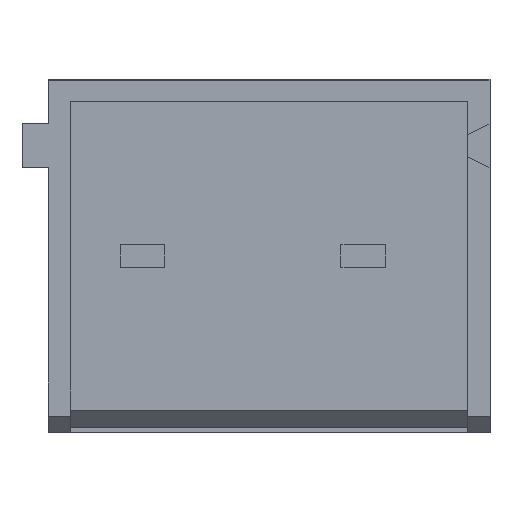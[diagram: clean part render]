
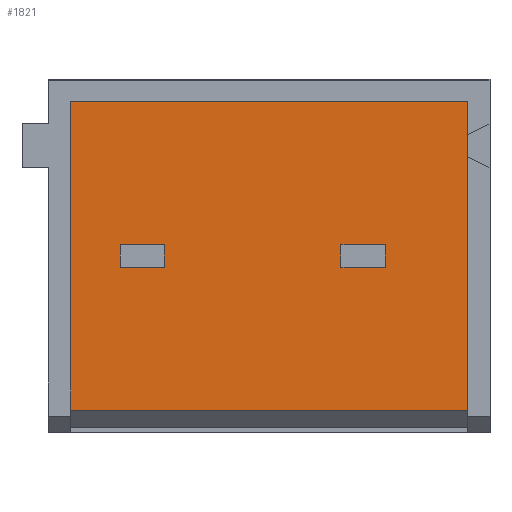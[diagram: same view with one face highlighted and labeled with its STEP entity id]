
A CAD part, front view. The second image highlights one B-rep face of the part: STEP entity #1821.
In plain terms, the highlighted planar face has unit normal (0, -1, 0).
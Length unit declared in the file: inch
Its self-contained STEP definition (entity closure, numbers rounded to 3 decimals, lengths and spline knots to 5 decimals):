
#183=DIRECTION('',(0.,0.,-1.));
#184=VECTOR('',#183,0.02);
#185=CARTESIAN_POINT('',(0.065,0.005,0.17));
#186=LINE('',#185,#184);
#187=DIRECTION('',(1.,0.,0.));
#188=VECTOR('',#187,0.04);
#189=CARTESIAN_POINT('',(0.065,0.005,0.15));
#190=LINE('',#189,#188);
#191=DIRECTION('',(0.,0.,-1.));
#192=VECTOR('',#191,0.02);
#193=CARTESIAN_POINT('',(0.105,0.005,0.17));
#194=LINE('',#193,#192);
#195=DIRECTION('',(1.,0.,0.));
#196=VECTOR('',#195,0.04);
#197=CARTESIAN_POINT('',(0.065,0.005,0.17));
#198=LINE('',#197,#196);
#199=DIRECTION('',(0.,0.,-1.));
#200=VECTOR('',#199,0.02);
#201=CARTESIAN_POINT('',(-0.135,0.005,0.17));
#202=LINE('',#201,#200);
#203=DIRECTION('',(1.,0.,0.));
#204=VECTOR('',#203,0.04);
#205=CARTESIAN_POINT('',(-0.135,0.005,0.15));
#206=LINE('',#205,#204);
#207=DIRECTION('',(0.,0.,-1.));
#208=VECTOR('',#207,0.02);
#209=CARTESIAN_POINT('',(-0.095,0.005,0.17));
#210=LINE('',#209,#208);
#211=DIRECTION('',(1.,0.,0.));
#212=VECTOR('',#211,0.04);
#213=CARTESIAN_POINT('',(-0.135,0.005,0.17));
#214=LINE('',#213,#212);
#215=DIRECTION('',(0.,0.,1.));
#216=VECTOR('',#215,0.23);
#217=CARTESIAN_POINT('',(0.18,0.005,0.02));
#218=LINE('',#217,#216);
#219=DIRECTION('',(1.,0.,0.));
#220=VECTOR('',#219,0.36);
#221=CARTESIAN_POINT('',(-0.18,0.005,0.02));
#222=LINE('',#221,#220);
#223=DIRECTION('',(0.,0.,-1.));
#224=VECTOR('',#223,0.28);
#225=CARTESIAN_POINT('',(-0.18,0.005,0.3));
#226=LINE('',#225,#224);
#227=DIRECTION('',(-1.,0.,0.));
#228=VECTOR('',#227,0.36);
#229=CARTESIAN_POINT('',(0.18,0.005,0.3));
#230=LINE('',#229,#228);
#231=DIRECTION('',(0.,0.,1.));
#232=VECTOR('',#231,0.03);
#233=CARTESIAN_POINT('',(0.18,0.005,0.27));
#234=LINE('',#233,#232);
#235=DIRECTION('',(0.,0.,-1.));
#236=VECTOR('',#235,0.02);
#237=CARTESIAN_POINT('',(0.18,0.005,0.27));
#238=LINE('',#237,#236);
#1295=CARTESIAN_POINT('',(0.18,0.005,0.3));
#1296=CARTESIAN_POINT('',(-0.18,0.005,0.3));
#1297=VERTEX_POINT('',#1295);
#1298=VERTEX_POINT('',#1296);
#1373=CARTESIAN_POINT('',(0.065,0.005,0.17));
#1374=CARTESIAN_POINT('',(0.065,0.005,0.15));
#1375=VERTEX_POINT('',#1373);
#1376=VERTEX_POINT('',#1374);
#1377=CARTESIAN_POINT('',(0.105,0.005,0.17));
#1378=CARTESIAN_POINT('',(0.105,0.005,0.15));
#1379=VERTEX_POINT('',#1377);
#1380=VERTEX_POINT('',#1378);
#1417=CARTESIAN_POINT('',(-0.18,0.005,0.02));
#1418=CARTESIAN_POINT('',(0.18,0.005,0.02));
#1419=VERTEX_POINT('',#1417);
#1420=VERTEX_POINT('',#1418);
#1459=CARTESIAN_POINT('',(0.18,0.005,0.27));
#1460=CARTESIAN_POINT('',(0.18,0.005,0.25));
#1461=VERTEX_POINT('',#1459);
#1462=VERTEX_POINT('',#1460);
#1533=CARTESIAN_POINT('',(-0.135,0.005,0.17));
#1534=VERTEX_POINT('',#1533);
#1535=CARTESIAN_POINT('',(-0.135,0.005,0.15));
#1536=VERTEX_POINT('',#1535);
#1537=CARTESIAN_POINT('',(-0.095,0.005,0.17));
#1538=VERTEX_POINT('',#1537);
#1539=CARTESIAN_POINT('',(-0.095,0.005,0.15));
#1540=VERTEX_POINT('',#1539);
#1784=CARTESIAN_POINT('',(-0.2,0.005,0.));
#1785=DIRECTION('',(0.,-1.,0.));
#1786=DIRECTION('',(0.,0.,-1.));
#1787=AXIS2_PLACEMENT_3D('',#1784,#1785,#1786);
#1788=PLANE('',#1787);
#1789=ORIENTED_EDGE('',*,*,#1779,.F.);
#1791=ORIENTED_EDGE('',*,*,#1790,.F.);
#1793=ORIENTED_EDGE('',*,*,#1792,.F.);
#1795=ORIENTED_EDGE('',*,*,#1794,.F.);
#1796=ORIENTED_EDGE('',*,*,#1754,.F.);
#1798=ORIENTED_EDGE('',*,*,#1797,.T.);
#1799=EDGE_LOOP('',(#1789,#1791,#1793,#1795,#1796,#1798));
#1800=FACE_OUTER_BOUND('',#1799,.F.);
#1802=ORIENTED_EDGE('',*,*,#1801,.T.);
#1804=ORIENTED_EDGE('',*,*,#1803,.T.);
#1806=ORIENTED_EDGE('',*,*,#1805,.F.);
#1808=ORIENTED_EDGE('',*,*,#1807,.F.);
#1809=EDGE_LOOP('',(#1802,#1804,#1806,#1808));
#1810=FACE_BOUND('',#1809,.F.);
#1812=ORIENTED_EDGE('',*,*,#1811,.T.);
#1814=ORIENTED_EDGE('',*,*,#1813,.T.);
#1816=ORIENTED_EDGE('',*,*,#1815,.F.);
#1818=ORIENTED_EDGE('',*,*,#1817,.F.);
#1819=EDGE_LOOP('',(#1812,#1814,#1816,#1818));
#1820=FACE_BOUND('',#1819,.F.);
#1821=ADVANCED_FACE('',(#1800,#1810,#1820),#1788,.T.);
#1754=EDGE_CURVE('',#1461,#1297,#234,.T.);
#1779=EDGE_CURVE('',#1420,#1462,#218,.T.);
#1790=EDGE_CURVE('',#1419,#1420,#222,.T.);
#1792=EDGE_CURVE('',#1298,#1419,#226,.T.);
#1794=EDGE_CURVE('',#1297,#1298,#230,.T.);
#1797=EDGE_CURVE('',#1461,#1462,#238,.T.);
#1801=EDGE_CURVE('',#1534,#1536,#202,.T.);
#1803=EDGE_CURVE('',#1536,#1540,#206,.T.);
#1805=EDGE_CURVE('',#1538,#1540,#210,.T.);
#1807=EDGE_CURVE('',#1534,#1538,#214,.T.);
#1811=EDGE_CURVE('',#1375,#1376,#186,.T.);
#1813=EDGE_CURVE('',#1376,#1380,#190,.T.);
#1815=EDGE_CURVE('',#1379,#1380,#194,.T.);
#1817=EDGE_CURVE('',#1375,#1379,#198,.T.);
